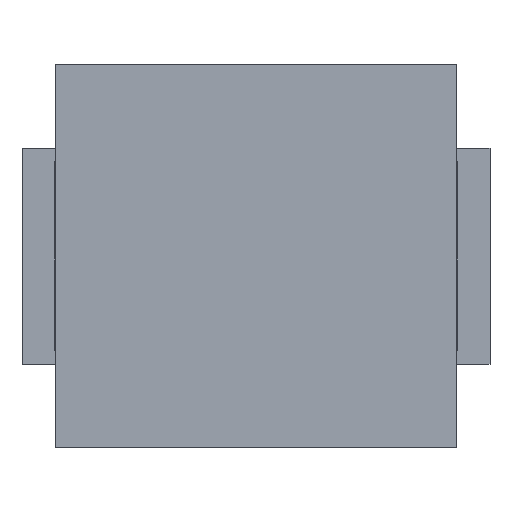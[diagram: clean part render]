
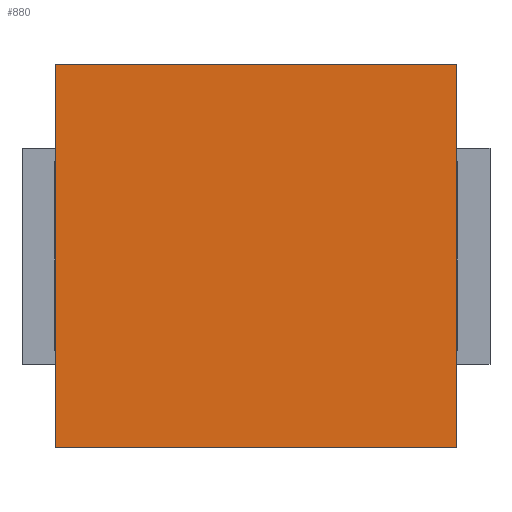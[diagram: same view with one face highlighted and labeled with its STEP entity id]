
A CAD part, top view. The second image highlights one B-rep face of the part: STEP entity #880.
In plain terms, the highlighted planar face has unit normal (0, 0, 1).
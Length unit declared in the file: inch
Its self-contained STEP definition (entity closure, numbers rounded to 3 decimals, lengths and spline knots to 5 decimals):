
#31 = CARTESIAN_POINT ( 'NONE',  ( 0.08366, -0.07992, 0.07387 ) ) ;
#46 = CARTESIAN_POINT ( 'NONE',  ( -0.08366, -0.07992, 0.07387 ) ) ;
#54 = ORIENTED_EDGE ( 'NONE', *, *, #575, .F. ) ;
#61 = DIRECTION ( 'NONE',  ( 1., 0., 0. ) ) ;
#126 = EDGE_CURVE ( 'NONE', #159, #884, #394, .T. ) ;
#158 = EDGE_CURVE ( 'NONE', #471, #159, #840, .T. ) ;
#159 = VERTEX_POINT ( 'NONE', #192 ) ;
#192 = CARTESIAN_POINT ( 'NONE',  ( 0.08366, 0.07992, 0.07387 ) ) ;
#221 = DIRECTION ( 'NONE',  ( 0., 1., 0. ) ) ;
#224 = ORIENTED_EDGE ( 'NONE', *, *, #126, .T. ) ;
#243 = DIRECTION ( 'NONE',  ( 0., 0., 1. ) ) ;
#263 = DIRECTION ( 'NONE',  ( -1., 0., 0. ) ) ;
#305 = EDGE_CURVE ( 'NONE', #365, #471, #567, .T. ) ;
#326 = FACE_OUTER_BOUND ( 'NONE', #589, .T. ) ;
#340 = ORIENTED_EDGE ( 'NONE', *, *, #305, .T. ) ;
#365 = VERTEX_POINT ( 'NONE', #46 ) ;
#394 = LINE ( 'NONE', #615, #873 ) ;
#421 = CARTESIAN_POINT ( 'NONE',  ( -0.08366, -0.07992, 0.07387 ) ) ;
#458 = VECTOR ( 'NONE', #764, 39.37008 ) ;
#471 = VERTEX_POINT ( 'NONE', #31 ) ;
#526 = CARTESIAN_POINT ( 'NONE',  ( 0., 0., 0.07387 ) ) ;
#530 = DIRECTION ( 'NONE',  ( 1., 0., 0. ) ) ;
#567 = LINE ( 'NONE', #421, #592 ) ;
#575 = EDGE_CURVE ( 'NONE', #365, #884, #857, .T. ) ;
#589 = EDGE_LOOP ( 'NONE', ( #833, #224, #54, #340 ) ) ;
#592 = VECTOR ( 'NONE', #61, 39.37008 ) ;
#607 = VECTOR ( 'NONE', #221, 39.37008 ) ;
#615 = CARTESIAN_POINT ( 'NONE',  ( 0.08366, 0.07992, 0.07387 ) ) ;
#675 = CARTESIAN_POINT ( 'NONE',  ( 0.08366, -0.07992, 0.07387 ) ) ;
#764 = DIRECTION ( 'NONE',  ( 0., 1., 0. ) ) ;
#775 = CARTESIAN_POINT ( 'NONE',  ( -0.08366, -0.07992, 0.07387 ) ) ;
#807 = CARTESIAN_POINT ( 'NONE',  ( -0.08366, 0.07992, 0.07387 ) ) ;
#833 = ORIENTED_EDGE ( 'NONE', *, *, #158, .T. ) ;
#840 = LINE ( 'NONE', #675, #458 ) ;
#856 = AXIS2_PLACEMENT_3D ( 'NONE', #526, #243, #530 ) ;
#857 = LINE ( 'NONE', #775, #607 ) ;
#873 = VECTOR ( 'NONE', #263, 39.37008 ) ;
#880 = ADVANCED_FACE ( 'NONE', ( #326 ), #894, .T. ) ;
#884 = VERTEX_POINT ( 'NONE', #807 ) ;
#894 = PLANE ( 'NONE',  #856 ) ;
